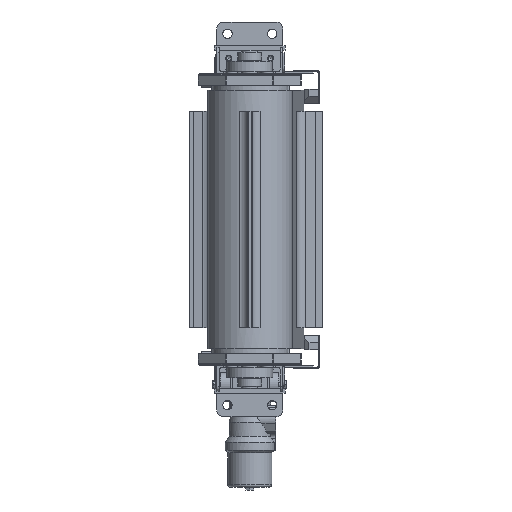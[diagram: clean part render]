
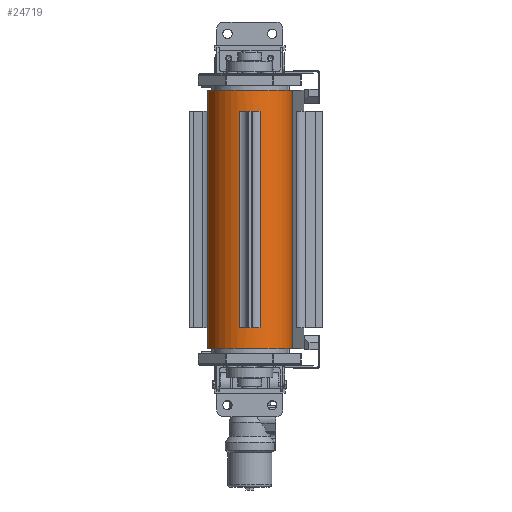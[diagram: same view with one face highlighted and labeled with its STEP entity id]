
A CAD part, left-side view. The second image highlights one B-rep face of the part: STEP entity #24719.
In plain terms, the highlighted cylindrical face has radius 90 mm (diameter 180 mm), a partial arc.
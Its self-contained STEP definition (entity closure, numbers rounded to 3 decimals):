
#1314=FACE_BOUND('',#5650,.T.);
#2111=CIRCLE('',#26743,90.);
#2116=CIRCLE('',#26755,90.);
#2122=CIRCLE('',#26770,90.);
#2124=CIRCLE('',#26778,90.);
#2756=CYLINDRICAL_SURFACE('',#26777,90.);
#3898=FACE_OUTER_BOUND('',#5649,.T.);
#5649=EDGE_LOOP('',(#21114,#21115,#21116,#21117));
#5650=EDGE_LOOP('',(#21118,#21119,#21120,#21121));
#7729=LINE('',#40411,#9956);
#7912=LINE('',#40859,#10139);
#7928=LINE('',#40901,#10155);
#7964=LINE('',#40988,#10191);
#9956=VECTOR('',#31892,10.);
#10139=VECTOR('',#32311,10.);
#10155=VECTOR('',#32351,10.);
#10191=VECTOR('',#32433,10.);
#12216=VERTEX_POINT('',#40408);
#12217=VERTEX_POINT('',#40410);
#12363=VERTEX_POINT('',#40857);
#12364=VERTEX_POINT('',#40858);
#12367=VERTEX_POINT('',#40866);
#12378=VERTEX_POINT('',#40900);
#12400=VERTEX_POINT('',#40964);
#12406=VERTEX_POINT('',#40986);
#15139=EDGE_CURVE('',#12216,#12217,#7729,.T.);
#15358=EDGE_CURVE('',#12363,#12364,#7912,.T.);
#15362=EDGE_CURVE('',#12367,#12363,#2111,.T.);
#15379=EDGE_CURVE('',#12378,#12367,#7928,.T.);
#15381=EDGE_CURVE('',#12364,#12378,#2116,.T.);
#15412=EDGE_CURVE('',#12400,#12216,#2122,.T.);
#15423=EDGE_CURVE('',#12400,#12406,#7964,.T.);
#15424=EDGE_CURVE('',#12217,#12406,#2124,.T.);
#21114=ORIENTED_EDGE('',*,*,#15423,.T.);
#21115=ORIENTED_EDGE('',*,*,#15424,.F.);
#21116=ORIENTED_EDGE('',*,*,#15139,.F.);
#21117=ORIENTED_EDGE('',*,*,#15412,.F.);
#21118=ORIENTED_EDGE('',*,*,#15362,.T.);
#21119=ORIENTED_EDGE('',*,*,#15358,.T.);
#21120=ORIENTED_EDGE('',*,*,#15381,.T.);
#21121=ORIENTED_EDGE('',*,*,#15379,.T.);
#24719=ADVANCED_FACE('',(#3898,#1314),#2756,.T.);
#26743=AXIS2_PLACEMENT_3D('',#40867,#32317,#32318);
#26755=AXIS2_PLACEMENT_3D('',#40904,#32355,#32356);
#26770=AXIS2_PLACEMENT_3D('',#40966,#32410,#32411);
#26777=AXIS2_PLACEMENT_3D('',#40989,#32434,#32435);
#26778=AXIS2_PLACEMENT_3D('',#40990,#32436,#32437);
#31892=DIRECTION('',(0.,0.,1.));
#32311=DIRECTION('',(0.,0.,1.));
#32317=DIRECTION('center_axis',(0.,0.,-1.));
#32318=DIRECTION('ref_axis',(0.056,0.998,0.));
#32351=DIRECTION('',(0.,0.,-1.));
#32355=DIRECTION('center_axis',(0.,0.,1.));
#32356=DIRECTION('ref_axis',(0.056,0.998,0.));
#32410=DIRECTION('center_axis',(0.,0.,-1.));
#32411=DIRECTION('ref_axis',(0.056,0.998,0.));
#32433=DIRECTION('',(0.,0.,1.));
#32434=DIRECTION('center_axis',(0.,0.,1.));
#32435=DIRECTION('ref_axis',(0.056,0.998,0.));
#32436=DIRECTION('center_axis',(0.,0.,1.));
#32437=DIRECTION('ref_axis',(0.056,0.998,0.));
#40408=CARTESIAN_POINT('',(-759.925,89.857,-275.));
#40410=CARTESIAN_POINT('',(-759.925,89.857,275.));
#40411=CARTESIAN_POINT('',(-759.925,89.857,0.));
#40857=CARTESIAN_POINT('',(-852.27,22.,-230.));
#40858=CARTESIAN_POINT('',(-852.27,22.,230.));
#40859=CARTESIAN_POINT('',(-852.27,22.,0.));
#40866=CARTESIAN_POINT('',(-852.27,-22.,-230.));
#40867=CARTESIAN_POINT('Origin',(-765.,0.,-230.));
#40900=CARTESIAN_POINT('',(-852.27,-22.,230.));
#40901=CARTESIAN_POINT('',(-852.27,-22.,0.));
#40904=CARTESIAN_POINT('Origin',(-765.,0.,230.));
#40964=CARTESIAN_POINT('',(-769.11,-89.906,-275.));
#40966=CARTESIAN_POINT('Origin',(-765.,0.,-275.));
#40986=CARTESIAN_POINT('',(-769.11,-89.906,275.));
#40988=CARTESIAN_POINT('',(-769.11,-89.906,0.));
#40989=CARTESIAN_POINT('Origin',(-765.,0.,0.));
#40990=CARTESIAN_POINT('Origin',(-765.,0.,275.));
